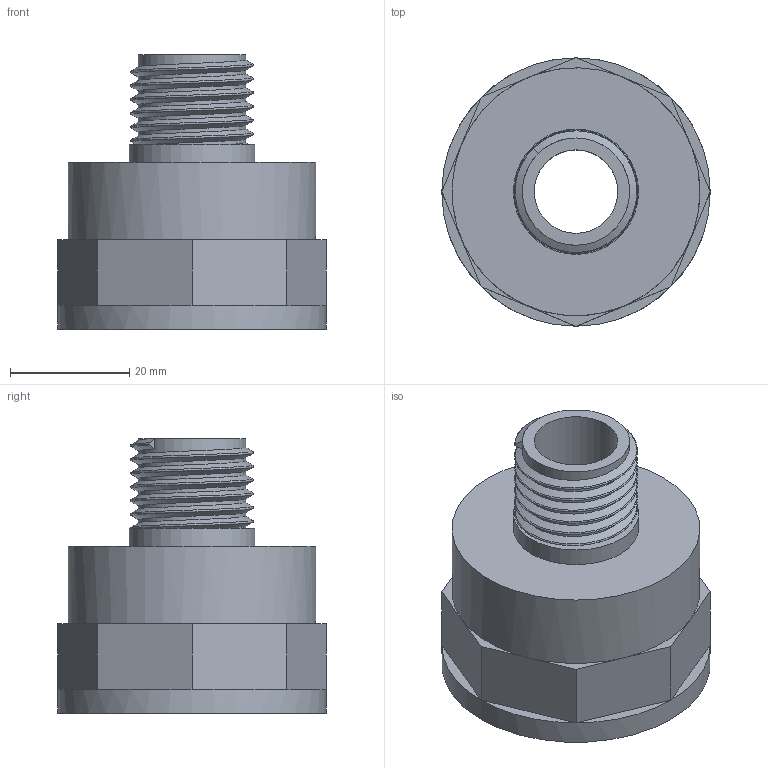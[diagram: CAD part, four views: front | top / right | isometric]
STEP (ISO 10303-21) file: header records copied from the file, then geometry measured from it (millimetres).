
FILE_DESCRIPTION (( 'STEP AP203' ), '1' );
FILE_NAME ('00238_0703.STEP', '2017-07-14T13:21:59', ( '' ), ( '' ), 'SwSTEP 2.0', 'SolidWorks 2011', '' );
FILE_SCHEMA (( 'CONFIG_CONTROL_DESIGN' ));
Length unit declared in the file: millimetre
Products named in the file (1): 00238_0703
Bounding box: 45 x 45 x 46.01 mm (x, y, z)
Volume: 20690.9 mm3; surface area: 16398.2 mm2
Topology: 1 solids, 1 shells, 48 faces, 99 edges, 58 vertices
Faces by surface type: plane 33, bspline 8, cylinder 6, cone 1
Full cylindrical faces by diameter (mm): 14 x1, 18 x1, 21 x1, 33 x1, 41.575 x1, 45 x1
Entity records: 5341 total; most frequent: CARTESIAN_POINT 4361, DIRECTION 180, ORIENTED_EDGE 178, EDGE_CURVE 89, AXIS2_PLACEMENT_3D 70, EDGE_LOOP 62, VERTEX_POINT 55, FACE_OUTER_BOUND 54
